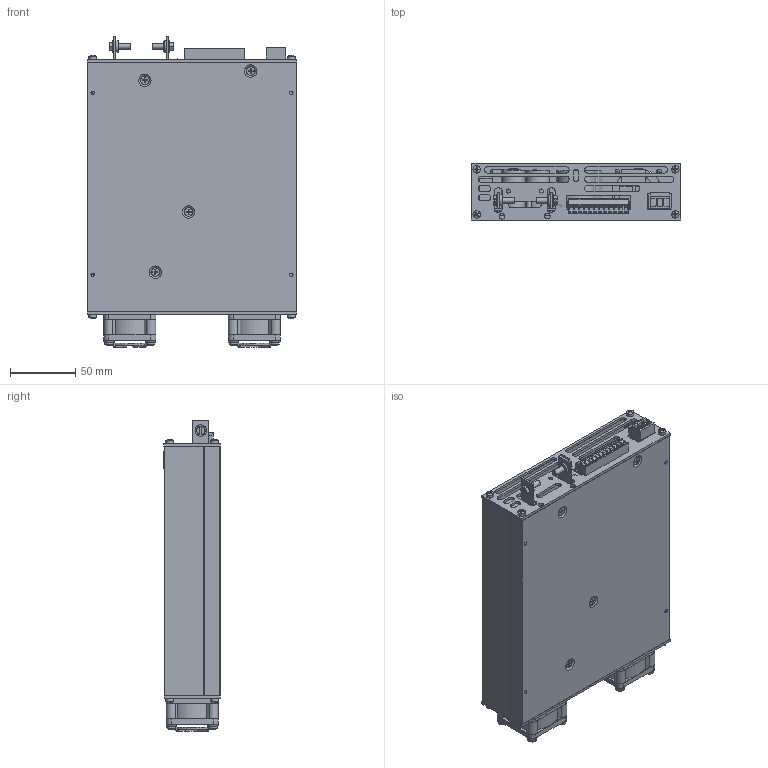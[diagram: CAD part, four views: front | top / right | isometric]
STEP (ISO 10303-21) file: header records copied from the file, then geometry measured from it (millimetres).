
FILE_DESCRIPTION(('Acopian Technical Company WL7'),'2;1');
FILE_NAME('WL7 Case 8-10-11.stp','2011-08-10T08:27:23',('JDietsch'),('Acopian Technical Company'),'Autodesk Inventor 2011','Autodesk Inventor 2011','Acopian Technical Company');
FILE_SCHEMA(('CONFIG_CONTROL_DESIGN'));
Length unit declared in the file: inch
Products named in the file (25): WL7 Case Generic.iam (stripped); E5500-10 WL7 bottom; E5500-9 WL7 top cover; E5000-24 WL9 front coveript; E5000-25 WL9 Rear; WL7 Motherboard.iam (~1); WL7 MB; E5000-32 Bus bar assembly Right; E5000-5 Bus Bar WL9 output; PEM Self-Clinching Nuts S,SS,CLS,CLSS - Inch SS-032-2 ZI; Slotted Hex Washer Head Machine Screw - Inch 8-32x0.5; E5000-32 Bus bar assembly left; header_5.08mm_3pl_90; header_3.81mm_12pl_90; PEM Fasteners For Use With PC Boards KFB3 - Inch KFB3-632-6 ET; LED_BOARD MT; Fan 12V 40x20; FAN GUARD 40mm; plug_3.81mm_12pl; plug_5.08mm_3pl; MODEL LABEL; LOGO CLEAR; Cross Recessed 100° Flat Countersunk Head Machine Screw - Type I - Inch 6-32 UNC x 0.5625; Cross Recessed Fillister Head Tapping Screw - Type F - Type I No. 6 - 32 - 1/2; Cross Recessed Pan Head Tapping Screw - Type AB - Type I - Inch No. 6-20 - 1
Assembly tree (49 placements, depth 4):
  WL7 Case Generic.iam (stripped)
    E5500-10 WL7 bottom
    E5500-9 WL7 top cover
    E5000-24 WL9 front coveript
    E5000-25 WL9 Rear
    WL7 Motherboard.iam (~1)
      WL7 MB
      E5000-32 Bus bar assembly Right
        E5000-5 Bus Bar WL9 output
        PEM Self-Clinching Nuts S,SS,CLS,CLSS - Inch SS-032-2 ZI
        Slotted Hex Washer Head Machine Screw - Inch 8-32x0.5
      E5000-32 Bus bar assembly left
        E5000-5 Bus Bar WL9 output
        PEM Self-Clinching Nuts S,SS,CLS,CLSS - Inch SS-032-2 ZI
        Slotted Hex Washer Head Machine Screw - Inch 8-32x0.5
      header_5.08mm_3pl_90
      header_3.81mm_12pl_90
      PEM Fasteners For Use With PC Boards KFB3 - Inch KFB3-632-6 ET  x4
      LED_BOARD MT
    Fan 12V 40x20  x2
    FAN GUARD 40mm  x2
    plug_3.81mm_12pl
    plug_5.08mm_3pl
    MODEL LABEL
    LOGO CLEAR
    Cross Recessed 100° Flat Countersunk Head Machine Screw - Type I - Inch 6-32 UNC x 0.5625  x4
    Cross Recessed Fillister Head Tapping Screw - Type F - Type I No. 6 - 32 - 1/2  x8
    Cross Recessed Pan Head Tapping Screw - Type AB - Type I - Inch No. 6-20 - 1  x8
Bounding box: 161.04 x 43.48 x 238.6 mm (x, y, z)
Volume: 471374 mm3; surface area: 337803.4 mm2
Topology: 52 solids, 52 shells, 3990 faces, 10816 edges, 7127 vertices
Faces by surface type: plane 2371, cylinder 1025, cone 271, bspline 187, torus 112, sphere 24
Full cylindrical faces by diameter (mm): 0.508 x1, 0.762 x2, 0.813 x95, 1.067 x38, 1.2 x12, 1.397 x32, 1.524 x16, 1.538 x4, 1.575 x2, 1.694 x2, 2.489 x2, 2.642 x12, 2.8 x12, 3.175 x3, 3.5 x8, 3.505 x20, 3.556 x12, 3.81 x2, 3.9 x3, 3.962 x4, 4.166 x2, 4.2 x3, 4.261 x2, 4.364 x4, 4.699 x1, 5.08 x1, 5.334 x4, 5.385 x8, 5.74 x12, 6.325 x2
Entity records: 105927 total; most frequent: CARTESIAN_POINT 22682, ORIENTED_EDGE 16908, DIRECTION 16115, EDGE_CURVE 8454, VECTOR 5919, LINE 5919, VERTEX_POINT 5823, AXIS2_PLACEMENT_3D 5098
